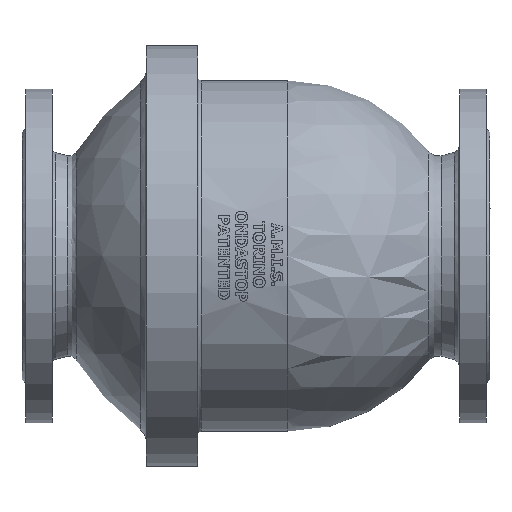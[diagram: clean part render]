
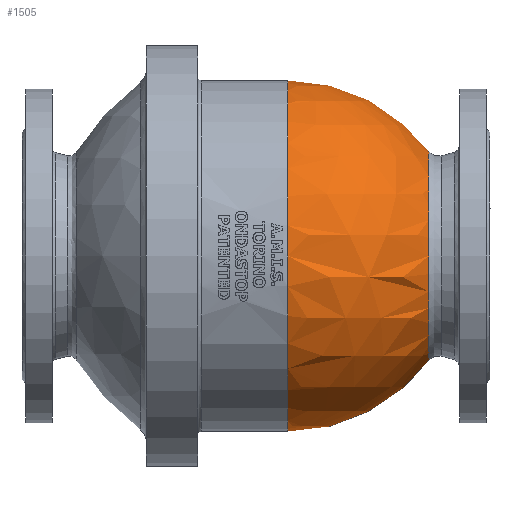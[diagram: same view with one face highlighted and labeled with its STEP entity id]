
A CAD part, front view. The second image highlights one B-rep face of the part: STEP entity #1505.
In plain terms, the highlighted spherical face has radius 150 mm.
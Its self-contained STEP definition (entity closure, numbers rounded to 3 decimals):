
#266=CARTESIAN_POINT('',(347.533,89.285,0.0));
#267=VERTEX_POINT('',#266);
#268=CARTESIAN_POINT('',(347.533,0.0,0.0));
#269=DIRECTION('',(1.0,0.0,0.0));
#270=DIRECTION('',(0.0,1.0,0.0));
#271=AXIS2_PLACEMENT_3D('',#268,#269,#270);
#272=CIRCLE('',#271,89.285);
#273=EDGE_CURVE('',#267,#267,#272,.T.);
#1367=CARTESIAN_POINT('',(227.,0.,0.0));
#1368=DIRECTION('',(0.0,0.0,1.0));
#1369=DIRECTION('',(1.0,0.0,0.0));
#1370=AXIS2_PLACEMENT_3D('',#1367,#1368,#1369);
#1371=SPHERICAL_SURFACE('',#1370,150.0);
#1372=ORIENTED_EDGE('',*,*,#273,.F.);
#1373=EDGE_LOOP('',(#1372));
#1374=FACE_OUTER_BOUND('',#1373,.T.);
#1375=CARTESIAN_POINT('',(234.834,149.788,-1.488));
#1376=VERTEX_POINT('',#1375);
#1377=CARTESIAN_POINT('',(242.934,149.144,-1.488));
#1378=VERTEX_POINT('',#1377);
#1379=CARTESIAN_POINT('',(227.,0.,-1.488));
#1380=DIRECTION('',(0.0,0.0,-1.0));
#1381=DIRECTION('',(0.0,-1.0,0.0));
#1382=AXIS2_PLACEMENT_3D('',#1379,#1380,#1381);
#1383=CIRCLE('',#1382,149.993);
#1384=EDGE_CURVE('',#1376,#1378,#1383,.T.);
#1385=ORIENTED_EDGE('',*,*,#1384,.T.);
#1386=CARTESIAN_POINT('',(242.934,149.121,-2.988));
#1387=VERTEX_POINT('',#1386);
#1388=CARTESIAN_POINT('',(242.934,0.,0.));
#1389=DIRECTION('',(-1.0,0.0,0.0));
#1390=DIRECTION('',(0.0,0.0,-1.0));
#1391=AXIS2_PLACEMENT_3D('',#1388,#1389,#1390);
#1392=CIRCLE('',#1391,149.151);
#1393=EDGE_CURVE('',#1378,#1387,#1392,.T.);
#1394=ORIENTED_EDGE('',*,*,#1393,.T.);
#1395=CARTESIAN_POINT('',(248.934,148.388,0.012));
#1396=VERTEX_POINT('',#1395);
#1397=CARTESIAN_POINT('',(231.382,0.,-8.764));
#1398=DIRECTION('',(0.447,0.0,-0.894));
#1399=DIRECTION('',(0.0,-1.0,0.0));
#1400=AXIS2_PLACEMENT_3D('',#1397,#1398,#1399);
#1401=CIRCLE('',#1400,149.68);
#1402=EDGE_CURVE('',#1387,#1396,#1401,.T.);
#1403=ORIENTED_EDGE('',*,*,#1402,.T.);
#1404=CARTESIAN_POINT('',(242.934,149.121,3.012));
#1405=VERTEX_POINT('',#1404);
#1406=CARTESIAN_POINT('',(231.392,0.,8.783));
#1407=DIRECTION('',(0.447,0.0,0.894));
#1408=DIRECTION('',(0.0,1.0,0.0));
#1409=AXIS2_PLACEMENT_3D('',#1406,#1407,#1408);
#1410=CIRCLE('',#1409,149.678);
#1411=EDGE_CURVE('',#1396,#1405,#1410,.T.);
#1412=ORIENTED_EDGE('',*,*,#1411,.T.);
#1413=CARTESIAN_POINT('',(242.934,149.144,1.512));
#1414=VERTEX_POINT('',#1413);
#1415=CARTESIAN_POINT('',(242.934,0.,0.));
#1416=DIRECTION('',(-1.0,0.0,0.));
#1417=DIRECTION('',(0.,0.0,-1.0));
#1418=AXIS2_PLACEMENT_3D('',#1415,#1416,#1417);
#1419=CIRCLE('',#1418,149.151);
#1420=EDGE_CURVE('',#1405,#1414,#1419,.T.);
#1421=ORIENTED_EDGE('',*,*,#1420,.T.);
#1422=CARTESIAN_POINT('',(234.834,149.788,1.512));
#1423=VERTEX_POINT('',#1422);
#1424=CARTESIAN_POINT('',(227.,0.,1.512));
#1425=DIRECTION('',(0.0,0.0,1.0));
#1426=DIRECTION('',(0.0,1.0,0.0));
#1427=AXIS2_PLACEMENT_3D('',#1424,#1425,#1426);
#1428=CIRCLE('',#1427,149.992);
#1429=EDGE_CURVE('',#1414,#1423,#1428,.T.);
#1430=ORIENTED_EDGE('',*,*,#1429,.T.);
#1431=CARTESIAN_POINT('',(233.934,149.809,3.012));
#1432=VERTEX_POINT('',#1431);
#1433=CARTESIAN_POINT('',(233.427,0.,3.856));
#1434=DIRECTION('',(0.857,0.0,0.514));
#1435=DIRECTION('',(0.0,1.0,0.0));
#1436=AXIS2_PLACEMENT_3D('',#1433,#1434,#1435);
#1437=CIRCLE('',#1436,149.813);
#1438=EDGE_CURVE('',#1423,#1432,#1437,.T.);
#1439=ORIENTED_EDGE('',*,*,#1438,.T.);
#1440=CARTESIAN_POINT('',(230.934,149.918,3.012));
#1441=VERTEX_POINT('',#1440);
#1442=CARTESIAN_POINT('',(227.,0.,3.012));
#1443=DIRECTION('',(0.0,0.0,1.0));
#1444=DIRECTION('',(0.0,1.0,0.0));
#1445=AXIS2_PLACEMENT_3D('',#1442,#1443,#1444);
#1446=CIRCLE('',#1445,149.97);
#1447=EDGE_CURVE('',#1432,#1441,#1446,.T.);
#1448=ORIENTED_EDGE('',*,*,#1447,.T.);
#1449=CARTESIAN_POINT('',(232.734,149.89,0.012));
#1450=VERTEX_POINT('',#1449);
#1451=CARTESIAN_POINT('',(231.221,0.,2.533));
#1452=DIRECTION('',(-0.857,0.0,-0.514));
#1453=DIRECTION('',(0.0,-1.0,0.0));
#1454=AXIS2_PLACEMENT_3D('',#1451,#1452,#1453);
#1455=CIRCLE('',#1454,149.919);
#1456=EDGE_CURVE('',#1441,#1450,#1455,.T.);
#1457=ORIENTED_EDGE('',*,*,#1456,.T.);
#1458=CARTESIAN_POINT('',(230.934,149.919,-2.988));
#1459=VERTEX_POINT('',#1458);
#1460=CARTESIAN_POINT('',(231.211,0.,-2.526));
#1461=DIRECTION('',(-0.857,0.0,0.514));
#1462=DIRECTION('',(0.0,1.0,0.0));
#1463=AXIS2_PLACEMENT_3D('',#1460,#1461,#1462);
#1464=CIRCLE('',#1463,149.92);
#1465=EDGE_CURVE('',#1450,#1459,#1464,.T.);
#1466=ORIENTED_EDGE('',*,*,#1465,.T.);
#1467=CARTESIAN_POINT('',(233.934,149.81,-2.988));
#1468=VERTEX_POINT('',#1467);
#1469=CARTESIAN_POINT('',(227.,0.,-2.988));
#1470=DIRECTION('',(0.0,0.0,-1.0));
#1471=DIRECTION('',(0.0,-1.0,0.0));
#1472=AXIS2_PLACEMENT_3D('',#1469,#1470,#1471);
#1473=CIRCLE('',#1472,149.97);
#1474=EDGE_CURVE('',#1459,#1468,#1473,.T.);
#1475=ORIENTED_EDGE('',*,*,#1474,.T.);
#1476=CARTESIAN_POINT('',(233.416,0.,-3.85));
#1477=DIRECTION('',(0.857,0.0,-0.514));
#1478=DIRECTION('',(0.0,-1.0,0.0));
#1479=AXIS2_PLACEMENT_3D('',#1476,#1477,#1478);
#1480=CIRCLE('',#1479,149.813);
#1481=EDGE_CURVE('',#1468,#1376,#1480,.T.);
#1482=ORIENTED_EDGE('',*,*,#1481,.T.);
#1483=EDGE_LOOP('',(#1385,#1394,#1403,#1412,#1421,#1430,#1439,#1448,#1457,#1466,#1475,#1482));
#1484=FACE_BOUND('',#1483,.T.);
#1485=CARTESIAN_POINT('',(227.,0.,-150.0));
#1486=VERTEX_POINT('',#1485);
#1487=CARTESIAN_POINT('',(227.,0.,150.0));
#1488=VERTEX_POINT('',#1487);
#1489=CARTESIAN_POINT('',(227.,0.0,0.0));
#1490=DIRECTION('',(1.0,0.0,0.0));
#1491=DIRECTION('',(0.0,1.0,0.0));
#1492=AXIS2_PLACEMENT_3D('',#1489,#1490,#1491);
#1493=CIRCLE('',#1492,150.0);
#1494=EDGE_CURVE('',#1486,#1488,#1493,.T.);
#1495=ORIENTED_EDGE('',*,*,#1494,.T.);
#1496=CARTESIAN_POINT('',(227.,0.0,0.0));
#1497=DIRECTION('',(1.0,0.0,0.0));
#1498=DIRECTION('',(0.0,1.0,0.0));
#1499=AXIS2_PLACEMENT_3D('',#1496,#1497,#1498);
#1500=CIRCLE('',#1499,150.0);
#1501=EDGE_CURVE('',#1488,#1486,#1500,.T.);
#1502=ORIENTED_EDGE('',*,*,#1501,.T.);
#1503=EDGE_LOOP('',(#1495,#1502));
#1504=FACE_BOUND('',#1503,.T.);
#1505=ADVANCED_FACE('',(#1374,#1484,#1504),#1371,.T.);
